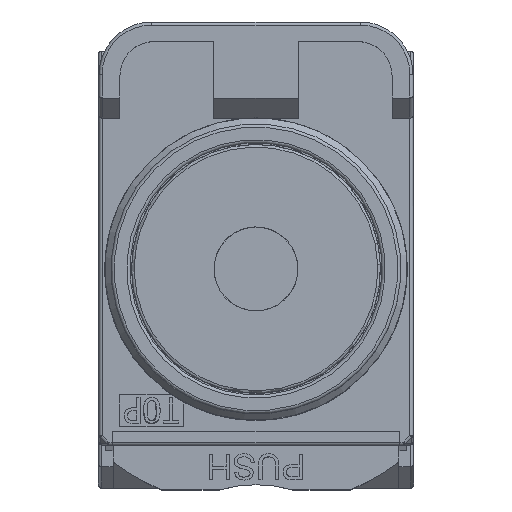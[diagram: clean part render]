
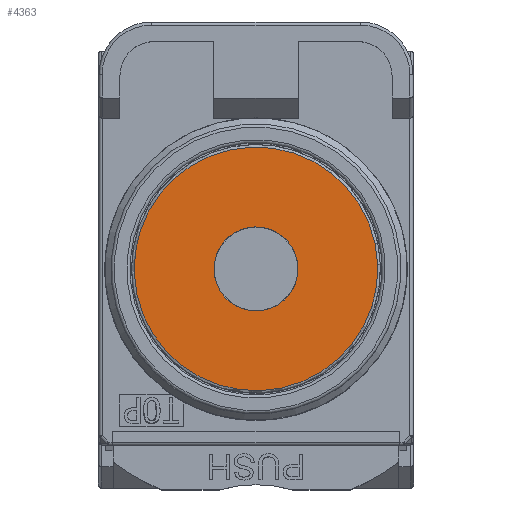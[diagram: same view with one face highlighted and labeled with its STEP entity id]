
A CAD part, top view. The second image highlights one B-rep face of the part: STEP entity #4363.
In plain terms, the highlighted planar face has unit normal (0, 0, 1).
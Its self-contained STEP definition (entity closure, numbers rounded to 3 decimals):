
#4363 = ADVANCED_FACE( '', ( #9035, #9036 ), #9037, .F. );
#9035 = FACE_OUTER_BOUND( '', #14673, .T. );
#9036 = FACE_BOUND( '', #14674, .T. );
#9037 = PLANE( '', #14675 );
#14673 = EDGE_LOOP( '', ( #29268 ) );
#14674 = EDGE_LOOP( '', ( #29269 ) );
#14675 = AXIS2_PLACEMENT_3D( '', #29270, #29271, #29272 );
#29268 = ORIENTED_EDGE( '', *, *, #35954, .T. );
#29269 = ORIENTED_EDGE( '', *, *, #31769, .F. );
#29270 = CARTESIAN_POINT( '', ( -4.466, 1.226, 13.101 ) );
#29271 = DIRECTION( '', ( 0., 0., -1. ) );
#29272 = DIRECTION( '', ( 0.926, 0.377, 0. ) );
#31769 = EDGE_CURVE( '', #37925, #37925, #37926, .T. );
#35954 = EDGE_CURVE( '', #44126, #44126, #44127, .T. );
#37925 = VERTEX_POINT( '', #47074 );
#37926 = CIRCLE( '', #47075, 4. );
#44126 = VERTEX_POINT( '', #59195 );
#44127 = CIRCLE( '', #59196, 11.6 );
#47074 = CARTESIAN_POINT( '', ( -1.508, -6.045, 13.101 ) );
#47075 = AXIS2_PLACEMENT_3D( '', #61226, #61227, #61228 );
#59195 = CARTESIAN_POINT( '', ( 4.372, -20.495, 13.101 ) );
#59196 = AXIS2_PLACEMENT_3D( '', #64903, #64904, #64905 );
#61226 = CARTESIAN_POINT( '', ( 0., -9.75, 13.101 ) );
#61227 = DIRECTION( '', ( 0., 0., 1. ) );
#61228 = DIRECTION( '', ( -0.377, 0.926, 0. ) );
#64903 = CARTESIAN_POINT( '', ( 0., -9.75, 13.101 ) );
#64904 = DIRECTION( '', ( 0., 0., 1. ) );
#64905 = DIRECTION( '', ( 0.377, -0.926, 0. ) );
